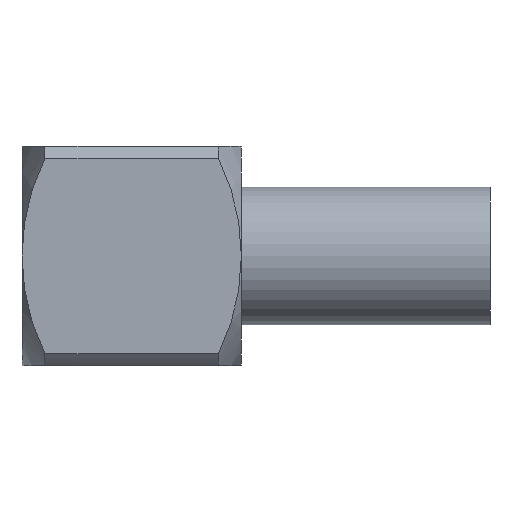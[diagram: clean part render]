
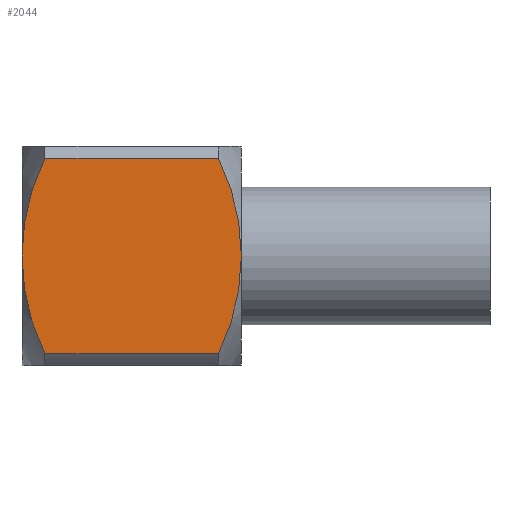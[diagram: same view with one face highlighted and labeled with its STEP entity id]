
A CAD part, front view. The second image highlights one B-rep face of the part: STEP entity #2044.
In plain terms, the highlighted planar face has unit normal (0, -1, 0).
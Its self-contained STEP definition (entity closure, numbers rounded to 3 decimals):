
#44 = EDGE_CURVE ( 'NONE', #228, #2880, #142, .T. ) ;
#67 = CARTESIAN_POINT ( 'NONE',  ( -3.175, -3.175, 0. ) ) ;
#142 = CIRCLE ( 'NONE', #1022, 6.35 ) ;
#149 = FACE_OUTER_BOUND ( 'NONE', #4736, .T. ) ;
#228 = VERTEX_POINT ( 'NONE', #6071 ) ;
#285 = CARTESIAN_POINT ( 'NONE',  ( 2.512, -3.175, -2.825 ) ) ;
#627 = EDGE_CURVE ( 'NONE', #687, #2880, #6575, .T. ) ;
#662 = AXIS2_PLACEMENT_3D ( 'NONE', #2219, #6375, #5430 ) ;
#687 = VERTEX_POINT ( 'NONE', #4033 ) ;
#695 = DIRECTION ( 'NONE',  ( -1., 0., 0. ) ) ;
#1022 = AXIS2_PLACEMENT_3D ( 'NONE', #67, #1623, #4615 ) ;
#1119 = CARTESIAN_POINT ( 'NONE',  ( -2.512, -3.175, 2.825 ) ) ;
#1166 = AXIS2_PLACEMENT_3D ( 'NONE', #3170, #6259, #3712 ) ;
#1278 = CARTESIAN_POINT ( 'NONE',  ( 3.175, -3.175, 0. ) ) ;
#1323 = EDGE_CURVE ( 'NONE', #3855, #4790, #2325, .T. ) ;
#1524 = CARTESIAN_POINT ( 'NONE',  ( -3.175, -3.175, 0. ) ) ;
#1623 = DIRECTION ( 'NONE',  ( 0., 1., 0. ) ) ;
#1745 = EDGE_CURVE ( 'NONE', #4790, #4857, #3865, .T. ) ;
#2044 = ADVANCED_FACE ( 'NONE', ( #149 ), #3358, .T. ) ;
#2140 = DIRECTION ( 'NONE',  ( 0., 1., 0. ) ) ;
#2158 = EDGE_CURVE ( 'NONE', #4857, #228, #5972, .T. ) ;
#2219 = CARTESIAN_POINT ( 'NONE',  ( -3.175, -3.175, -3.175 ) ) ;
#2325 = CIRCLE ( 'NONE', #4828, 6.35 ) ;
#2344 = CIRCLE ( 'NONE', #1166, 6.35 ) ;
#2368 = DIRECTION ( 'NONE',  ( 1., 0., 0. ) ) ;
#2399 = CARTESIAN_POINT ( 'NONE',  ( -2.512, -3.175, -2.825 ) ) ;
#2880 = VERTEX_POINT ( 'NONE', #285 ) ;
#2943 = ORIENTED_EDGE ( 'NONE', *, *, #1745, .F. ) ;
#3170 = CARTESIAN_POINT ( 'NONE',  ( 3.175, -3.175, 0. ) ) ;
#3223 = DIRECTION ( 'NONE',  ( 1., 0., 0. ) ) ;
#3358 = PLANE ( 'NONE',  #662 ) ;
#3370 = AXIS2_PLACEMENT_3D ( 'NONE', #6675, #2140, #4135 ) ;
#3712 = DIRECTION ( 'NONE',  ( -0.896, 0., -0.445 ) ) ;
#3764 = ORIENTED_EDGE ( 'NONE', *, *, #44, .F. ) ;
#3815 = CARTESIAN_POINT ( 'NONE',  ( 2.512, -3.175, 2.825 ) ) ;
#3855 = VERTEX_POINT ( 'NONE', #1524 ) ;
#3865 = LINE ( 'NONE', #5934, #6388 ) ;
#4033 = CARTESIAN_POINT ( 'NONE',  ( -2.512, -3.175, -2.825 ) ) ;
#4135 = DIRECTION ( 'NONE',  ( 0.896, 0., 0.445 ) ) ;
#4364 = ORIENTED_EDGE ( 'NONE', *, *, #1323, .F. ) ;
#4491 = VECTOR ( 'NONE', #2368, 1000. ) ;
#4615 = DIRECTION ( 'NONE',  ( 1., 0., 0. ) ) ;
#4736 = EDGE_LOOP ( 'NONE', ( #4364, #5397, #4901, #3764, #5091, #2943 ) ) ;
#4790 = VERTEX_POINT ( 'NONE', #1119 ) ;
#4828 = AXIS2_PLACEMENT_3D ( 'NONE', #1278, #6409, #695 ) ;
#4857 = VERTEX_POINT ( 'NONE', #3815 ) ;
#4901 = ORIENTED_EDGE ( 'NONE', *, *, #627, .T. ) ;
#5091 = ORIENTED_EDGE ( 'NONE', *, *, #2158, .F. ) ;
#5397 = ORIENTED_EDGE ( 'NONE', *, *, #6513, .F. ) ;
#5430 = DIRECTION ( 'NONE',  ( 0., 0., -1. ) ) ;
#5934 = CARTESIAN_POINT ( 'NONE',  ( -2.512, -3.175, 2.825 ) ) ;
#5972 = CIRCLE ( 'NONE', #3370, 6.35 ) ;
#6071 = CARTESIAN_POINT ( 'NONE',  ( 3.175, -3.175, 0. ) ) ;
#6259 = DIRECTION ( 'NONE',  ( 0., 1., 0. ) ) ;
#6375 = DIRECTION ( 'NONE',  ( 0., -1., 0. ) ) ;
#6388 = VECTOR ( 'NONE', #3223, 1000. ) ;
#6409 = DIRECTION ( 'NONE',  ( 0., 1., 0. ) ) ;
#6513 = EDGE_CURVE ( 'NONE', #687, #3855, #2344, .T. ) ;
#6575 = LINE ( 'NONE', #2399, #4491 ) ;
#6675 = CARTESIAN_POINT ( 'NONE',  ( -3.175, -3.175, 0. ) ) ;
